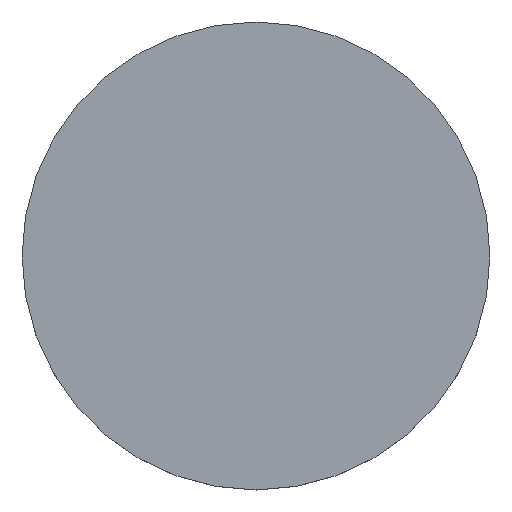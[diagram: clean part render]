
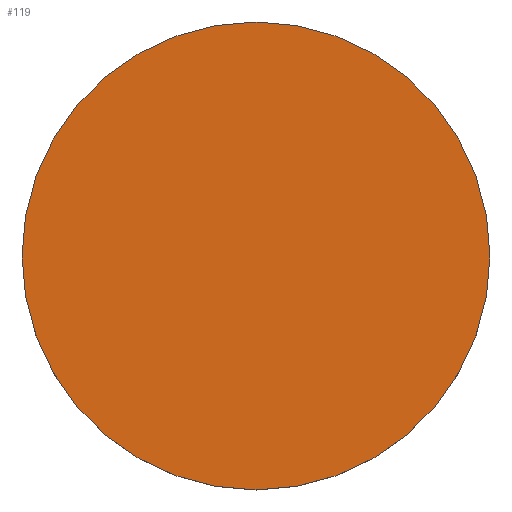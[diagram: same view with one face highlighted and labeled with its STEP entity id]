
A CAD part, top view. The second image highlights one B-rep face of the part: STEP entity #119.
In plain terms, the highlighted planar face has unit normal (0, 0, 1).
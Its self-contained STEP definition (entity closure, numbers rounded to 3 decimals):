
#3 = DIRECTION ( 'NONE',  ( 0., 0., 1. ) ) ;
#15 = CARTESIAN_POINT ( 'NONE',  ( 0., 0., 8.4 ) ) ;
#18 = DIRECTION ( 'NONE',  ( 1., 0., 0. ) ) ;
#19 = EDGE_CURVE ( 'NONE', #165, #232, #194, .T. ) ;
#29 = EDGE_LOOP ( 'NONE', ( #172, #175 ) ) ;
#35 = PLANE ( 'NONE',  #71 ) ;
#38 = AXIS2_PLACEMENT_3D ( 'NONE', #15, #52, #18 ) ;
#52 = DIRECTION ( 'NONE',  ( 0., 0., -1. ) ) ;
#53 = CIRCLE ( 'NONE', #182, 38.1 ) ;
#54 = DIRECTION ( 'NONE',  ( 1., 0., 0. ) ) ;
#71 = AXIS2_PLACEMENT_3D ( 'NONE', #161, #3, #110 ) ;
#109 = CARTESIAN_POINT ( 'NONE',  ( 0., 0., 8.4 ) ) ;
#110 = DIRECTION ( 'NONE',  ( 1., 0., 0. ) ) ;
#119 = ADVANCED_FACE ( 'NONE', ( #197 ), #35, .T. ) ;
#156 = EDGE_CURVE ( 'NONE', #232, #165, #53, .T. ) ;
#161 = CARTESIAN_POINT ( 'NONE',  ( 0., 77.928, 8.4 ) ) ;
#164 = DIRECTION ( 'NONE',  ( 0., 0., -1. ) ) ;
#165 = VERTEX_POINT ( 'NONE', #200 ) ;
#172 = ORIENTED_EDGE ( 'NONE', *, *, #156, .F. ) ;
#175 = ORIENTED_EDGE ( 'NONE', *, *, #19, .F. ) ;
#182 = AXIS2_PLACEMENT_3D ( 'NONE', #109, #164, #54 ) ;
#194 = CIRCLE ( 'NONE', #38, 38.1 ) ;
#197 = FACE_OUTER_BOUND ( 'NONE', #29, .T. ) ;
#200 = CARTESIAN_POINT ( 'NONE',  ( -38.1, 0., 8.4 ) ) ;
#203 = CARTESIAN_POINT ( 'NONE',  ( 38.1, 0., 8.4 ) ) ;
#232 = VERTEX_POINT ( 'NONE', #203 ) ;
